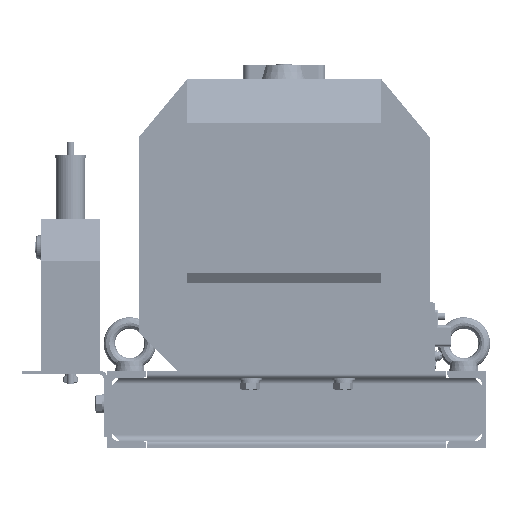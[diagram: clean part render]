
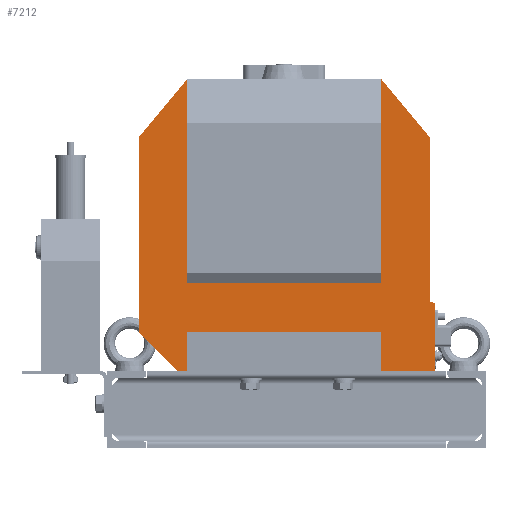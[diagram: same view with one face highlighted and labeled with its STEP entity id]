
A CAD part, front view. The second image highlights one B-rep face of the part: STEP entity #7212.
In plain terms, the highlighted planar face has unit normal (0, -1, 0).
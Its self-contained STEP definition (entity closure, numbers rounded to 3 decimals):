
#7212=ADVANCED_FACE('',(#25379),#25381,.T.);
#25379=FACE_BOUND('',#25380,.T.);
#25380=EDGE_LOOP('',(#33273,#33274,#33275,#33276,#33277,#33278,#33279,#33280,#33281,
#33282,#33283,#33284,#33285,#33286,#33287));
#25381=PLANE('',#25382);
#25382=AXIS2_PLACEMENT_3D('',#25383,#25384,#25385);
#25383=CARTESIAN_POINT('',(150.,-70.,150.));
#25384=DIRECTION('',(0.,-1.,0.));
#25385=DIRECTION('',(-1.,0.,0.));
#33273=ORIENTED_EDGE('',*,*,#38628,.T.);
#33274=ORIENTED_EDGE('',*,*,#38629,.T.);
#33275=ORIENTED_EDGE('',*,*,#38630,.F.);
#33276=ORIENTED_EDGE('',*,*,#38631,.F.);
#33277=ORIENTED_EDGE('',*,*,#38632,.T.);
#33278=ORIENTED_EDGE('',*,*,#38633,.T.);
#33279=ORIENTED_EDGE('',*,*,#38634,.T.);
#33280=ORIENTED_EDGE('',*,*,#38635,.F.);
#33281=ORIENTED_EDGE('',*,*,#38636,.F.);
#33282=ORIENTED_EDGE('',*,*,#38637,.T.);
#33283=ORIENTED_EDGE('',*,*,#38638,.T.);
#33284=ORIENTED_EDGE('',*,*,#38639,.F.);
#33285=ORIENTED_EDGE('',*,*,#38640,.T.);
#33286=ORIENTED_EDGE('',*,*,#38611,.T.);
#33287=ORIENTED_EDGE('',*,*,#38598,.F.);
#38598=EDGE_CURVE('',#41560,#41556,#41562,.T.);
#38611=EDGE_CURVE('',#41583,#41556,#41584,.T.);
#38628=EDGE_CURVE('',#41560,#41613,#41615,.F.);
#38629=EDGE_CURVE('',#41613,#41616,#41617,.T.);
#38630=EDGE_CURVE('',#41618,#41616,#41619,.T.);
#38631=EDGE_CURVE('',#41620,#41618,#41621,.T.);
#38632=EDGE_CURVE('',#41620,#41622,#41623,.F.);
#38633=EDGE_CURVE('',#41622,#41624,#41625,.T.);
#38634=EDGE_CURVE('',#41624,#41626,#41627,.F.);
#38635=EDGE_CURVE('',#41628,#41626,#41629,.T.);
#38636=EDGE_CURVE('',#41630,#41628,#41631,.T.);
#38637=EDGE_CURVE('',#41630,#41632,#41633,.T.);
#38638=EDGE_CURVE('',#41632,#41634,#41635,.T.);
#38639=EDGE_CURVE('',#41636,#41634,#41637,.T.);
#38640=EDGE_CURVE('',#41636,#41583,#41638,.T.);
#41556=VERTEX_POINT('',#49167);
#41560=VERTEX_POINT('',#49175);
#41562=LINE('',#49179,#49180);
#41583=VERTEX_POINT('',#49226);
#41584=LINE('',#49227,#49228);
#41613=VERTEX_POINT('',#49288);
#41615=LINE('',#49292,#49293);
#41616=VERTEX_POINT('',#49295);
#41617=LINE('',#49296,#49297);
#41618=VERTEX_POINT('',#49299);
#41619=LINE('',#49300,#49301);
#41620=VERTEX_POINT('',#49303);
#41621=LINE('',#49304,#49305);
#41622=VERTEX_POINT('',#49307);
#41623=LINE('',#49308,#49309);
#41624=VERTEX_POINT('',#49311);
#41625=LINE('',#49312,#49313);
#41626=VERTEX_POINT('',#49315);
#41627=LINE('',#49316,#49317);
#41628=VERTEX_POINT('',#49319);
#41629=LINE('',#49320,#49321);
#41630=VERTEX_POINT('',#49323);
#41631=LINE('',#49324,#49325);
#41632=VERTEX_POINT('',#49327);
#41633=LINE('',#49328,#49329);
#41634=VERTEX_POINT('',#49331);
#41635=LINE('',#49332,#49333);
#41636=VERTEX_POINT('',#49335);
#41637=LINE('',#49336,#49337);
#41638=LINE('',#49339,#49340);
#49167=CARTESIAN_POINT('',(150.,-70.,-79.));
#49175=CARTESIAN_POINT('',(150.,-70.,90.));
#49179=CARTESIAN_POINT('',(150.,-70.,90.));
#49180=VECTOR('',#49181,1.);
#49181=DIRECTION('',(0.,0.,-1.));
#49226=CARTESIAN_POINT('',(155.,-70.,-80.34));
#49227=CARTESIAN_POINT('',(155.,-70.,-80.34));
#49228=VECTOR('',#49229,1.);
#49229=DIRECTION('',(-0.966,0.,0.259));
#49288=CARTESIAN_POINT('',(100.,-70.,150.));
#49292=CARTESIAN_POINT('',(100.,-70.,150.));
#49293=VECTOR('',#49294,1.);
#49294=DIRECTION('',(0.64,0.,-0.768));
#49295=CARTESIAN_POINT('',(100.,-70.,-59.378));
#49296=CARTESIAN_POINT('',(100.,-70.,150.));
#49297=VECTOR('',#49298,1.);
#49298=DIRECTION('',(0.,0.,-1.));
#49299=CARTESIAN_POINT('',(-100.,-70.,-59.378));
#49300=CARTESIAN_POINT('',(-100.,-70.,-59.378));
#49301=VECTOR('',#49302,1.);
#49302=DIRECTION('',(1.,0.,0.));
#49303=CARTESIAN_POINT('',(-100.,-70.,150.));
#49304=CARTESIAN_POINT('',(-100.,-70.,150.));
#49305=VECTOR('',#49306,1.);
#49306=DIRECTION('',(0.,0.,-1.));
#49307=CARTESIAN_POINT('',(-150.,-70.,90.));
#49308=CARTESIAN_POINT('',(-150.,-70.,90.));
#49309=VECTOR('',#49310,1.);
#49310=DIRECTION('',(0.64,0.,0.768));
#49311=CARTESIAN_POINT('',(-150.,-70.,-110.));
#49312=CARTESIAN_POINT('',(-150.,-70.,90.));
#49313=VECTOR('',#49314,1.);
#49314=DIRECTION('',(0.,0.,-1.));
#49315=CARTESIAN_POINT('',(-110.,-70.,-150.));
#49316=CARTESIAN_POINT('',(-110.,-70.,-150.));
#49317=VECTOR('',#49318,1.);
#49318=DIRECTION('',(-0.707,0.,0.707));
#49319=CARTESIAN_POINT('',(-100.,-70.,-150.));
#49320=CARTESIAN_POINT('',(-100.,-70.,-150.));
#49321=VECTOR('',#49322,1.);
#49322=DIRECTION('',(-1.,0.,0.));
#49323=CARTESIAN_POINT('',(-100.,-70.,-110.));
#49324=CARTESIAN_POINT('',(-100.,-70.,-110.));
#49325=VECTOR('',#49326,1.);
#49326=DIRECTION('',(0.,0.,-1.));
#49327=CARTESIAN_POINT('',(100.,-70.,-110.));
#49328=CARTESIAN_POINT('',(-100.,-70.,-110.));
#49329=VECTOR('',#49330,1.);
#49330=DIRECTION('',(1.,0.,0.));
#49331=CARTESIAN_POINT('',(100.,-70.,-150.));
#49332=CARTESIAN_POINT('',(100.,-70.,-110.));
#49333=VECTOR('',#49334,1.);
#49334=DIRECTION('',(0.,0.,-1.));
#49335=CARTESIAN_POINT('',(155.,-70.,-150.));
#49336=CARTESIAN_POINT('',(155.,-70.,-150.));
#49337=VECTOR('',#49338,1.);
#49338=DIRECTION('',(-1.,0.,0.));
#49339=CARTESIAN_POINT('',(155.,-70.,-150.));
#49340=VECTOR('',#49341,1.);
#49341=DIRECTION('',(0.,0.,1.));
